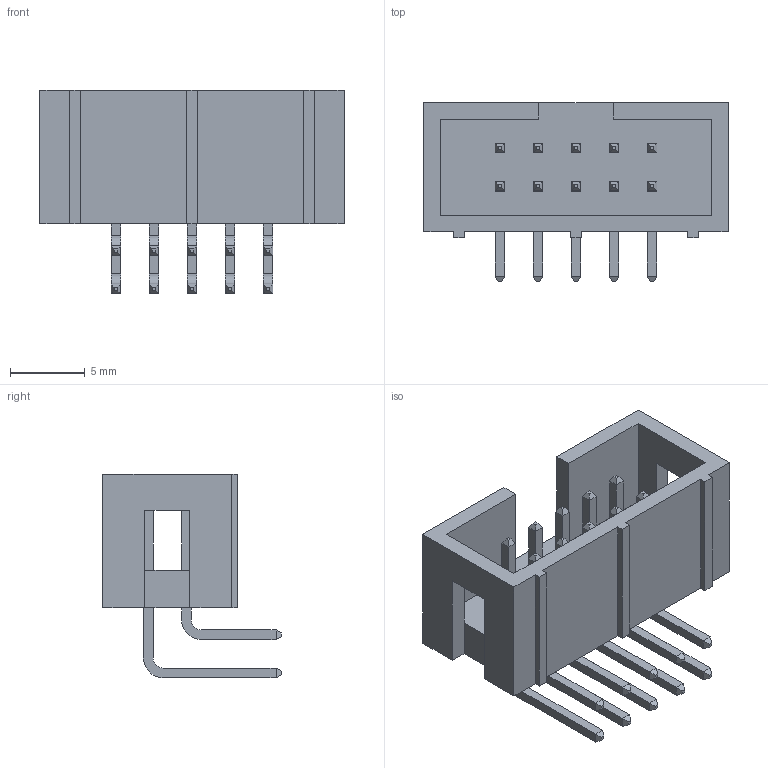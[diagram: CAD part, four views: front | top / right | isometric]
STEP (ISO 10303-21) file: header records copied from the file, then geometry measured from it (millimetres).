
FILE_DESCRIPTION (( 'STEP AP214' ), '1' );
FILE_NAME ('BH-10R.STEP', '2018-01-16T19:17:46', ( 'User' ), ( '' ), 'SwSTEP 2.0', 'SolidWorks 2017', '' );
FILE_SCHEMA (( 'AUTOMOTIVE_DESIGN' ));
Length unit declared in the file: millimetre
Products named in the file (1): BH-10R
Bounding box: 20.3 x 11.9 x 13.56 mm (x, y, z)
Volume: 802.8 mm3; surface area: 1510.4 mm2
Topology: 1 solids, 1 shells, 254 faces, 624 edges, 388 vertices
Faces by surface type: plane 234, cylinder 20
Entity records: 9718 total; most frequent: CARTESIAN_POINT 1267, ORIENTED_EDGE 1248, DIRECTION 1174, EDGE_CURVE 624, VECTOR 584, LINE 584, VERTEX_POINT 388, AXIS2_PLACEMENT_3D 295
